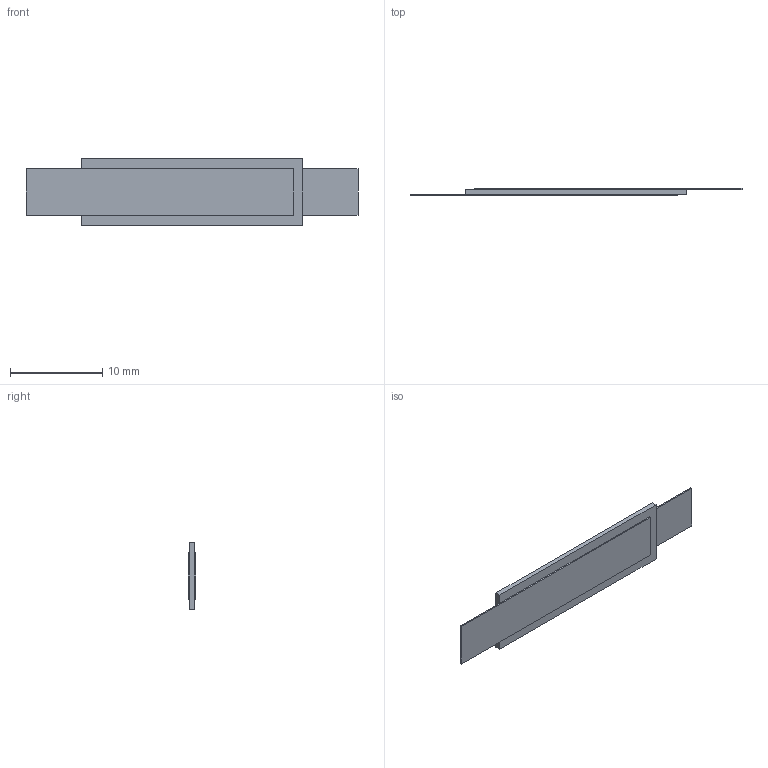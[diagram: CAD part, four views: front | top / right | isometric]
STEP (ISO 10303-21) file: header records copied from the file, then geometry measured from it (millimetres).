
FILE_DESCRIPTION((''),'2;1');
FILE_NAME('MF-LR550','2012-07-26T',('ryans'),('Bourns, Inc.'),'PRO/ENGINEER BY PARAMETRIC TECHNOLOGY CORPORATION, 2010100','PRO/ENGINEER BY PARAMETRIC TECHNOLOGY CORPORATION, 2010100','');
FILE_SCHEMA(('CONFIG_CONTROL_DESIGN'));
Length unit declared in the file: millimetre
Products named in the file (1): MF-LR550
Bounding box: 36 x 0.8 x 7.2 mm (x, y, z)
Volume: 131.3 mm3; surface area: 516.9 mm2
Topology: 1 solids, 1 shells, 18 faces, 44 edges, 28 vertices
Faces by surface type: plane 18
Entity records: 554 total; most frequent: CARTESIAN_POINT 90, ORIENTED_EDGE 88, DIRECTION 80, VECTOR 44, LINE 44, EDGE_CURVE 44, VERTEX_POINT 28, AXIS2_PLACEMENT_3D 18
